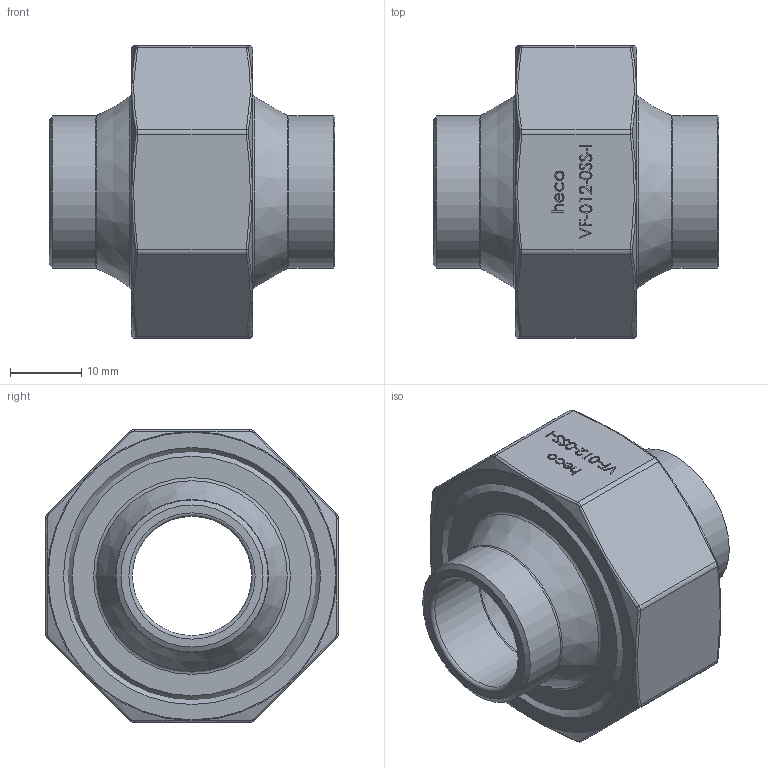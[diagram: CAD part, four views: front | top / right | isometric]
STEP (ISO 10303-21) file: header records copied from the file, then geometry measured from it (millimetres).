
FILE_DESCRIPTION (( 'STEP AP214' ), '1' );
FILE_NAME ('VF-012-0SS-I Verschraubung flach 2109.STEP', '2021-10-01T08:31:55', ( '' ), ( '' ), 'SwSTEP 2.0', 'SolidWorks 2019', '' );
FILE_SCHEMA (( 'AUTOMOTIVE_DESIGN' ));
Length unit declared in the file: millimetre
Products named in the file (1): VF-012-0SS-I Verschraubung flach 2109
Bounding box: 40 x 41 x 41 mm (x, y, z)
Volume: 22185.2 mm3; surface area: 14085.8 mm2
Topology: 4 solids, 4 shells, 276 faces, 679 edges, 435 vertices
Faces by surface type: bspline 121, plane 102, cylinder 21, torus 21, cone 11
Full cylindrical faces by diameter (mm): 16.7 x2, 21.3 x2, 22 x2, 23 x1, 29.5 x1, 30 x1, 33.5 x2, 33.84 x1, 36 x1
Entity records: 16344 total; most frequent: CARTESIAN_POINT 7785, ORIENTED_EDGE 1242, DIRECTION 779, EDGE_CURVE 621, VERTEX_POINT 422, EDGE_LOOP 353, FACE_OUTER_BOUND 310, VECTOR 291
